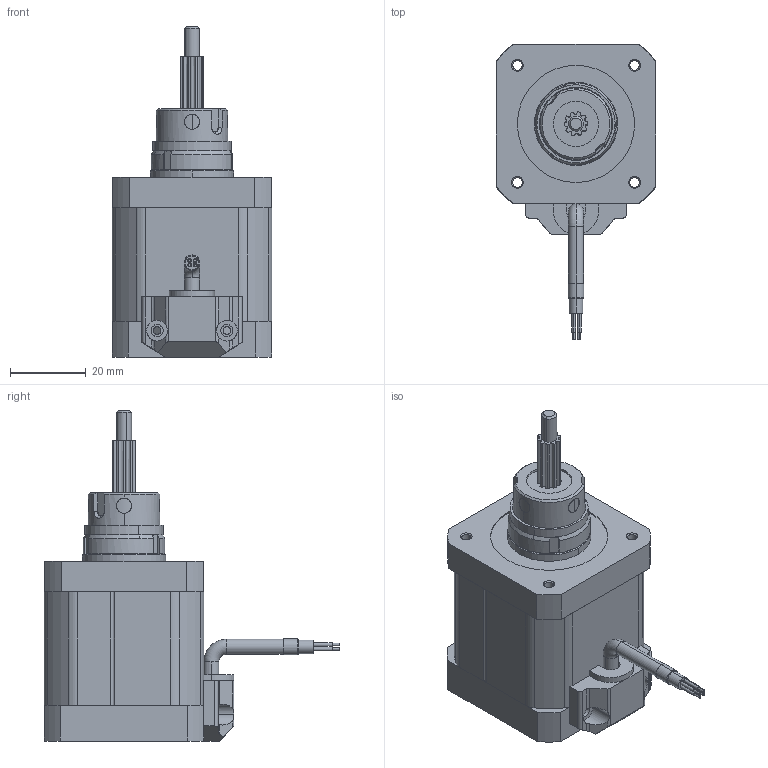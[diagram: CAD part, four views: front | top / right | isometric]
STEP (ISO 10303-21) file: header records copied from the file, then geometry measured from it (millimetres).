
FILE_DESCRIPTION (( 'STEP AP214' ), '1' );
FILE_NAME ('42NC248-T5.08-25-04-12.7-001.STEP', '2024-11-26T06:31:50', ( 'MM' ), ( 'Microsoft' ), 'SwSTEP 2.0', 'SolidWorks 2024', '' );
FILE_SCHEMA (( 'AUTOMOTIVE_DESIGN' ));
Length unit declared in the file: millimetre
Products named in the file (20): 07-42-008（42固定轴卡簧）; 07-42-009（42固定轴-12.7花键）_01-42-013-3; 03-42-5.5-11.5_10-42-006-5; 01-42-003（42直线电机后盖有孔电缆线）_04-42-003-1; 02-42-30_10-42-001-1; 01-42-001（42直线电机前盖）_04-42-001-2; 07-42-009（42固定轴-12.7铝套）_08-35-002-3; 08-42-001（42直线电机磁钢）_07-28-001-2; 06-42-035注塑轴用塑料; 07-42-003（42固定轴注塑螺母）; 06-42-013（贯通48电机轴）_01-42-011-1; 10-42-001直线隔磁片; 13-42-15无插件骨架; 02-42-48-002无插件; 42NC248-T5.08-25-04-12.7-001; 14-42-008（标准电缆线引出线）; 09-42-001（φ19Xφ10X5)_09-42-001-1; 03-42-015贯通48机身; 07-42-009（42固定轴-12.7丝杆）_03-42-003-3; 07-42-001（42固定轴锁紧螺母）
Assembly tree (25 placements, depth 3):
  42NC248-T5.08-25-04-12.7-001
    01-42-003（42直线电机后盖有孔电缆线）_04-42-003-1
    01-42-001（42直线电机前盖）_04-42-001-2
    02-42-48-002无插件
      02-42-30_10-42-001-1
      13-42-15无插件骨架  x2
    03-42-015贯通48机身
      06-42-013（贯通48电机轴）_01-42-011-1
      03-42-5.5-11.5_10-42-006-5  x4
      08-42-001（42直线电机磁钢）_07-28-001-2  x2
      10-42-001直线隔磁片
    07-42-001（42固定轴锁紧螺母）
    07-42-009（42固定轴-12.7铝套）_08-35-002-3
    07-42-003（42固定轴注塑螺母）
    07-42-009（42固定轴-12.7丝杆）_03-42-003-3
    09-42-001（φ19Xφ10X5)_09-42-001-1  x2
    07-42-009（42固定轴-12.7花键）_01-42-013-3
    06-42-035注塑轴用塑料
    07-42-008（42固定轴卡簧）
    14-42-008（标准电缆线引出线）
Bounding box: 42.2 x 78.2 x 87.6 mm (x, y, z)
Volume: 63732.6 mm3; surface area: 71790.3 mm2
Topology: 42 solids, 42 shells, 3441 faces, 9726 edges, 6438 vertices
Faces by surface type: cylinder 2106, plane 1171, cone 89, torus 38, bspline 37
Entity records: 78069 total; most frequent: CARTESIAN_POINT 27343, DIRECTION 10791, ORIENTED_EDGE 10554, EDGE_CURVE 5277, AXIS2_PLACEMENT_3D 4010, VERTEX_POINT 3484, LINE 2771, VECTOR 2771
